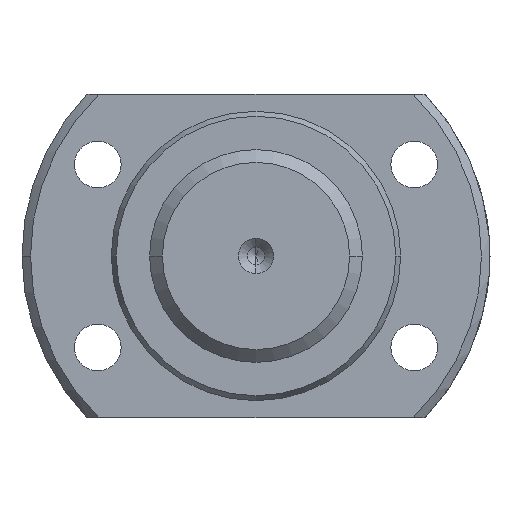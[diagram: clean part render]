
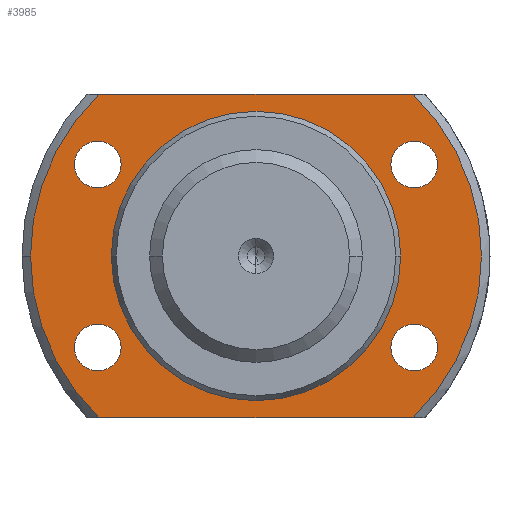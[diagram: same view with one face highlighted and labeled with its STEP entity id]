
A CAD part, left-side view. The second image highlights one B-rep face of the part: STEP entity #3985.
In plain terms, the highlighted planar face has unit normal (-1, 0, 0).
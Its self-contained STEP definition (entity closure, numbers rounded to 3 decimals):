
#51 = VERTEX_POINT ( 'NONE', #1717 ) ;
#54 = AXIS2_PLACEMENT_3D ( 'NONE', #1283, #549, #2907 ) ;
#106 = ORIENTED_EDGE ( 'NONE', *, *, #587, .F. ) ;
#134 = DIRECTION ( 'NONE',  ( 0., 1., 0. ) ) ;
#166 = VERTEX_POINT ( 'NONE', #3177 ) ;
#177 = EDGE_CURVE ( 'NONE', #1593, #882, #1501, .T. ) ;
#213 = AXIS2_PLACEMENT_3D ( 'NONE', #594, #3193, #2460 ) ;
#259 = CARTESIAN_POINT ( 'NONE',  ( 12.5, 18.6, 10.75 ) ) ;
#262 = DIRECTION ( 'NONE',  ( 0., 1., 0. ) ) ;
#288 = CIRCLE ( 'NONE', #2354, 2.75 ) ;
#362 = VERTEX_POINT ( 'NONE', #4803 ) ;
#364 = CIRCLE ( 'NONE', #830, 2.75 ) ;
#478 = CARTESIAN_POINT ( 'NONE',  ( 12.5, 15.85, 10.75 ) ) ;
#549 = DIRECTION ( 'NONE',  ( 1., 0., 0. ) ) ;
#551 = CARTESIAN_POINT ( 'NONE',  ( 12.5, -18.6, -10.75 ) ) ;
#587 = EDGE_CURVE ( 'NONE', #1920, #3422, #3310, .T. ) ;
#594 = CARTESIAN_POINT ( 'NONE',  ( 12.5, -17., 0. ) ) ;
#596 = CIRCLE ( 'NONE', #54, 26.5 ) ;
#623 = FACE_OUTER_BOUND ( 'NONE', #3097, .T. ) ;
#624 = CIRCLE ( 'NONE', #3000, 2.75 ) ;
#697 = AXIS2_PLACEMENT_3D ( 'NONE', #2374, #2711, #3480 ) ;
#822 = LINE ( 'NONE', #2301, #4767 ) ;
#829 = ORIENTED_EDGE ( 'NONE', *, *, #4825, .F. ) ;
#830 = AXIS2_PLACEMENT_3D ( 'NONE', #2069, #1301, #1710 ) ;
#845 = EDGE_CURVE ( 'NONE', #1800, #1323, #4552, .T. ) ;
#878 = DIRECTION ( 'NONE',  ( 1., 0., 0. ) ) ;
#882 = VERTEX_POINT ( 'NONE', #478 ) ;
#964 = CARTESIAN_POINT ( 'NONE',  ( 12.5, -18.473, 19. ) ) ;
#983 = ORIENTED_EDGE ( 'NONE', *, *, #2809, .T. ) ;
#1015 = EDGE_CURVE ( 'NONE', #51, #362, #4627, .T. ) ;
#1041 = AXIS2_PLACEMENT_3D ( 'NONE', #3974, #3251, #262 ) ;
#1049 = ORIENTED_EDGE ( 'NONE', *, *, #3960, .T. ) ;
#1060 = CARTESIAN_POINT ( 'NONE',  ( 12.5, 0., 0. ) ) ;
#1087 = AXIS2_PLACEMENT_3D ( 'NONE', #2096, #3966, #1362 ) ;
#1283 = CARTESIAN_POINT ( 'NONE',  ( 12.5, 0., 0. ) ) ;
#1301 = DIRECTION ( 'NONE',  ( 1., 0., 0. ) ) ;
#1323 = VERTEX_POINT ( 'NONE', #1946 ) ;
#1353 = EDGE_CURVE ( 'NONE', #4203, #4595, #4001, .T. ) ;
#1362 = DIRECTION ( 'NONE',  ( 0., 1., 0. ) ) ;
#1366 = ORIENTED_EDGE ( 'NONE', *, *, #845, .T. ) ;
#1378 = CARTESIAN_POINT ( 'NONE',  ( 12.5, -15.85, -10.75 ) ) ;
#1398 = ORIENTED_EDGE ( 'NONE', *, *, #177, .T. ) ;
#1501 = CIRCLE ( 'NONE', #2379, 2.75 ) ;
#1552 = ORIENTED_EDGE ( 'NONE', *, *, #1353, .T. ) ;
#1570 = FACE_BOUND ( 'NONE', #1581, .T. ) ;
#1581 = EDGE_LOOP ( 'NONE', ( #1398, #2313 ) ) ;
#1593 = VERTEX_POINT ( 'NONE', #4163 ) ;
#1668 = FACE_BOUND ( 'NONE', #4780, .T. ) ;
#1677 = ORIENTED_EDGE ( 'NONE', *, *, #1945, .T. ) ;
#1710 = DIRECTION ( 'NONE',  ( 0., 1., 0. ) ) ;
#1717 = CARTESIAN_POINT ( 'NONE',  ( 12.5, -17., 0. ) ) ;
#1792 = CIRCLE ( 'NONE', #3053, 17. ) ;
#1800 = VERTEX_POINT ( 'NONE', #3092 ) ;
#1826 = EDGE_CURVE ( 'NONE', #4595, #4203, #624, .T. ) ;
#1877 = CIRCLE ( 'NONE', #4215, 2.75 ) ;
#1890 = CIRCLE ( 'NONE', #4382, 26.5 ) ;
#1920 = VERTEX_POINT ( 'NONE', #2549 ) ;
#1945 = EDGE_CURVE ( 'NONE', #166, #2100, #3179, .T. ) ;
#1946 = CARTESIAN_POINT ( 'NONE',  ( 12.5, 15.85, -10.75 ) ) ;
#2000 = DIRECTION ( 'NONE',  ( 1., 0., 0. ) ) ;
#2052 = AXIS2_PLACEMENT_3D ( 'NONE', #3532, #3186, #4173 ) ;
#2069 = CARTESIAN_POINT ( 'NONE',  ( 12.5, -18.6, 10.75 ) ) ;
#2081 = VERTEX_POINT ( 'NONE', #3735 ) ;
#2096 = CARTESIAN_POINT ( 'NONE',  ( 12.5, 0., 0. ) ) ;
#2100 = VERTEX_POINT ( 'NONE', #2348 ) ;
#2301 = CARTESIAN_POINT ( 'NONE',  ( 12.5, -17., -19. ) ) ;
#2313 = ORIENTED_EDGE ( 'NONE', *, *, #3629, .T. ) ;
#2342 = LINE ( 'NONE', #4331, #2495 ) ;
#2343 = DIRECTION ( 'NONE',  ( 0., -1., 0. ) ) ;
#2348 = CARTESIAN_POINT ( 'NONE',  ( 12.5, -15.85, 10.75 ) ) ;
#2354 = AXIS2_PLACEMENT_3D ( 'NONE', #259, #2442, #2877 ) ;
#2374 = CARTESIAN_POINT ( 'NONE',  ( 12.5, 18.6, -10.75 ) ) ;
#2379 = AXIS2_PLACEMENT_3D ( 'NONE', #3832, #878, #4285 ) ;
#2442 = DIRECTION ( 'NONE',  ( 1., 0., 0. ) ) ;
#2446 = DIRECTION ( 'NONE',  ( 0., 1., 0. ) ) ;
#2460 = DIRECTION ( 'NONE',  ( 0., 1., 0. ) ) ;
#2461 = DIRECTION ( 'NONE',  ( 1., 0., 0. ) ) ;
#2465 = DIRECTION ( 'NONE',  ( 1., 0., 0. ) ) ;
#2495 = VECTOR ( 'NONE', #4730, 1000. ) ;
#2501 = CARTESIAN_POINT ( 'NONE',  ( 12.5, 18.473, 19. ) ) ;
#2533 = AXIS2_PLACEMENT_3D ( 'NONE', #3194, #2461, #2539 ) ;
#2539 = DIRECTION ( 'NONE',  ( 0., 1., 0. ) ) ;
#2549 = CARTESIAN_POINT ( 'NONE',  ( 12.5, 26.5, 0. ) ) ;
#2616 = ORIENTED_EDGE ( 'NONE', *, *, #1015, .T. ) ;
#2699 = EDGE_CURVE ( 'NONE', #3422, #4509, #2342, .T. ) ;
#2711 = DIRECTION ( 'NONE',  ( 1., 0., 0. ) ) ;
#2732 = FACE_BOUND ( 'NONE', #3738, .T. ) ;
#2809 = EDGE_CURVE ( 'NONE', #2100, #166, #364, .T. ) ;
#2851 = FACE_BOUND ( 'NONE', #2970, .T. ) ;
#2877 = DIRECTION ( 'NONE',  ( 0., 1., 0. ) ) ;
#2907 = DIRECTION ( 'NONE',  ( 0., 1., 0. ) ) ;
#2970 = EDGE_LOOP ( 'NONE', ( #4722, #2616 ) ) ;
#3000 = AXIS2_PLACEMENT_3D ( 'NONE', #551, #4319, #2446 ) ;
#3053 = AXIS2_PLACEMENT_3D ( 'NONE', #3855, #2000, #134 ) ;
#3092 = CARTESIAN_POINT ( 'NONE',  ( 12.5, 21.35, -10.75 ) ) ;
#3097 = EDGE_LOOP ( 'NONE', ( #4694, #106, #4601, #1049, #829 ) ) ;
#3177 = CARTESIAN_POINT ( 'NONE',  ( 12.5, -21.35, 10.75 ) ) ;
#3179 = CIRCLE ( 'NONE', #1041, 2.75 ) ;
#3186 = DIRECTION ( 'NONE',  ( 1., 0., 0. ) ) ;
#3193 = DIRECTION ( 'NONE',  ( 1., 0., 0. ) ) ;
#3194 = CARTESIAN_POINT ( 'NONE',  ( 12.5, 0., 0. ) ) ;
#3243 = PLANE ( 'NONE',  #213 ) ;
#3251 = DIRECTION ( 'NONE',  ( 1., 0., 0. ) ) ;
#3310 = CIRCLE ( 'NONE', #2533, 26.5 ) ;
#3325 = ORIENTED_EDGE ( 'NONE', *, *, #3606, .T. ) ;
#3422 = VERTEX_POINT ( 'NONE', #2501 ) ;
#3430 = ORIENTED_EDGE ( 'NONE', *, *, #1826, .T. ) ;
#3480 = DIRECTION ( 'NONE',  ( 0., 1., 0. ) ) ;
#3532 = CARTESIAN_POINT ( 'NONE',  ( 12.5, -18.6, -10.75 ) ) ;
#3546 = CARTESIAN_POINT ( 'NONE',  ( 12.5, 18.6, -10.75 ) ) ;
#3606 = EDGE_CURVE ( 'NONE', #1323, #1800, #1877, .T. ) ;
#3629 = EDGE_CURVE ( 'NONE', #882, #1593, #288, .T. ) ;
#3661 = EDGE_CURVE ( 'NONE', #4779, #1920, #596, .T. ) ;
#3703 = DIRECTION ( 'NONE',  ( 0., 1., 0. ) ) ;
#3735 = CARTESIAN_POINT ( 'NONE',  ( 12.5, -18.473, -19. ) ) ;
#3738 = EDGE_LOOP ( 'NONE', ( #3430, #1552 ) ) ;
#3773 = EDGE_LOOP ( 'NONE', ( #983, #1677 ) ) ;
#3832 = CARTESIAN_POINT ( 'NONE',  ( 12.5, 18.6, 10.75 ) ) ;
#3855 = CARTESIAN_POINT ( 'NONE',  ( 12.5, 0., 0. ) ) ;
#3899 = EDGE_CURVE ( 'NONE', #362, #51, #1792, .T. ) ;
#3925 = DIRECTION ( 'NONE',  ( 0., 1., 0. ) ) ;
#3949 = CARTESIAN_POINT ( 'NONE',  ( 12.5, 18.473, -19. ) ) ;
#3960 = EDGE_CURVE ( 'NONE', #4779, #2081, #822, .T. ) ;
#3966 = DIRECTION ( 'NONE',  ( 1., 0., 0. ) ) ;
#3974 = CARTESIAN_POINT ( 'NONE',  ( 12.5, -18.6, 10.75 ) ) ;
#3985 = ADVANCED_FACE ( 'NONE', ( #1570, #4588, #2732, #1668, #2851, #623 ), #3243, .F. ) ;
#4001 = CIRCLE ( 'NONE', #2052, 2.75 ) ;
#4163 = CARTESIAN_POINT ( 'NONE',  ( 12.5, 21.35, 10.75 ) ) ;
#4173 = DIRECTION ( 'NONE',  ( 0., 1., 0. ) ) ;
#4203 = VERTEX_POINT ( 'NONE', #4459 ) ;
#4215 = AXIS2_PLACEMENT_3D ( 'NONE', #3546, #2465, #3925 ) ;
#4285 = DIRECTION ( 'NONE',  ( 0., 1., 0. ) ) ;
#4319 = DIRECTION ( 'NONE',  ( 1., 0., 0. ) ) ;
#4331 = CARTESIAN_POINT ( 'NONE',  ( 12.5, -17., 19. ) ) ;
#4382 = AXIS2_PLACEMENT_3D ( 'NONE', #1060, #4389, #3703 ) ;
#4389 = DIRECTION ( 'NONE',  ( 1., 0., 0. ) ) ;
#4459 = CARTESIAN_POINT ( 'NONE',  ( 12.5, -21.35, -10.75 ) ) ;
#4509 = VERTEX_POINT ( 'NONE', #964 ) ;
#4552 = CIRCLE ( 'NONE', #697, 2.75 ) ;
#4588 = FACE_BOUND ( 'NONE', #3773, .T. ) ;
#4595 = VERTEX_POINT ( 'NONE', #1378 ) ;
#4601 = ORIENTED_EDGE ( 'NONE', *, *, #3661, .F. ) ;
#4627 = CIRCLE ( 'NONE', #1087, 17. ) ;
#4694 = ORIENTED_EDGE ( 'NONE', *, *, #2699, .F. ) ;
#4722 = ORIENTED_EDGE ( 'NONE', *, *, #3899, .T. ) ;
#4730 = DIRECTION ( 'NONE',  ( 0., -1., 0. ) ) ;
#4767 = VECTOR ( 'NONE', #2343, 1000. ) ;
#4779 = VERTEX_POINT ( 'NONE', #3949 ) ;
#4780 = EDGE_LOOP ( 'NONE', ( #1366, #3325 ) ) ;
#4803 = CARTESIAN_POINT ( 'NONE',  ( 12.5, 17., 0. ) ) ;
#4825 = EDGE_CURVE ( 'NONE', #4509, #2081, #1890, .T. ) ;
